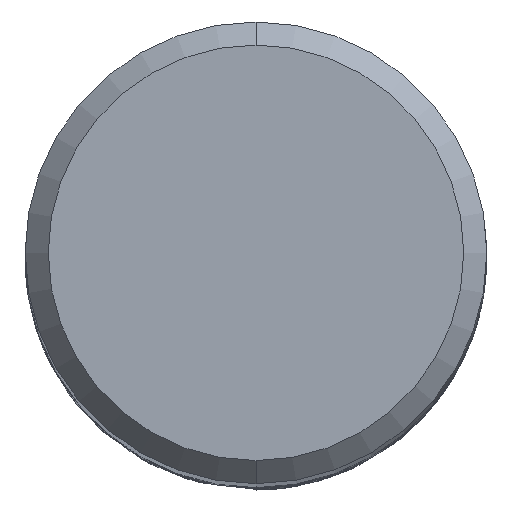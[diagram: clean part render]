
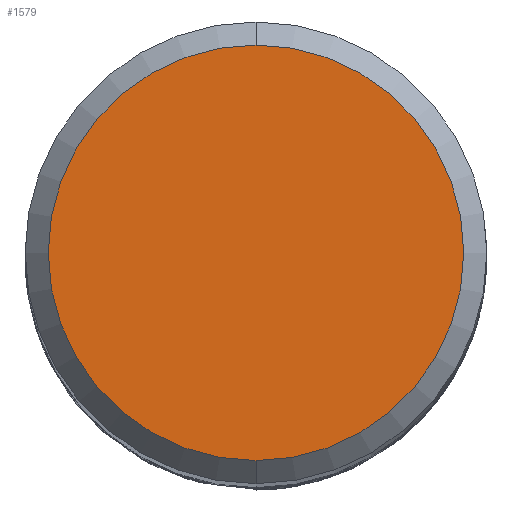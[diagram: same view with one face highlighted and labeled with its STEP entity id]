
A CAD part, top view. The second image highlights one B-rep face of the part: STEP entity #1579.
In plain terms, the highlighted planar face has unit normal (0, 0, 1).
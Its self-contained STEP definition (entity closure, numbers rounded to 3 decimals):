
#651=VERTEX_POINT('',#1759);
#1417=EDGE_CURVE('',#1467,#651,#2590,.T.);
#1467=VERTEX_POINT('',#2645);
#1495=EDGE_CURVE('',#651,#1467,#2674,.T.);
#1579=ADVANCED_FACE('',(#2769),#2770,.T.);
#1759=CARTESIAN_POINT('',(0.0,3.6,0.0));
#2590=CIRCLE('',#13970,3.6);
#2645=CARTESIAN_POINT('',(0.,-3.6,0.0));
#2674=CIRCLE('',#14482,3.6);
#2769=FACE_OUTER_BOUND('',#14802,.T.);
#2770=PLANE('',#14803);
#13970=AXIS2_PLACEMENT_3D('',#17021,#17022,#17023);
#14482=AXIS2_PLACEMENT_3D('',#17105,#17106,#17107);
#14802=EDGE_LOOP('',(#17243,#17244));
#14803=AXIS2_PLACEMENT_3D('',#17245,#17246,#17247);
#17021=CARTESIAN_POINT('',(0.0,0.0,0.0));
#17022=DIRECTION('',(0.0,0.0,-1.0));
#17023=DIRECTION('',(0.0,1.0,0.0));
#17105=CARTESIAN_POINT('',(0.0,0.0,0.0));
#17106=DIRECTION('',(0.0,0.0,-1.0));
#17107=DIRECTION('',(0.0,1.0,0.0));
#17243=ORIENTED_EDGE('',*,*,#1495,.F.);
#17244=ORIENTED_EDGE('',*,*,#1417,.F.);
#17245=CARTESIAN_POINT('',(0.0,1.8,0.0));
#17246=DIRECTION('',(-0.0,0.0,1.0));
#17247=DIRECTION('',(0.0,-1.0,0.0));
